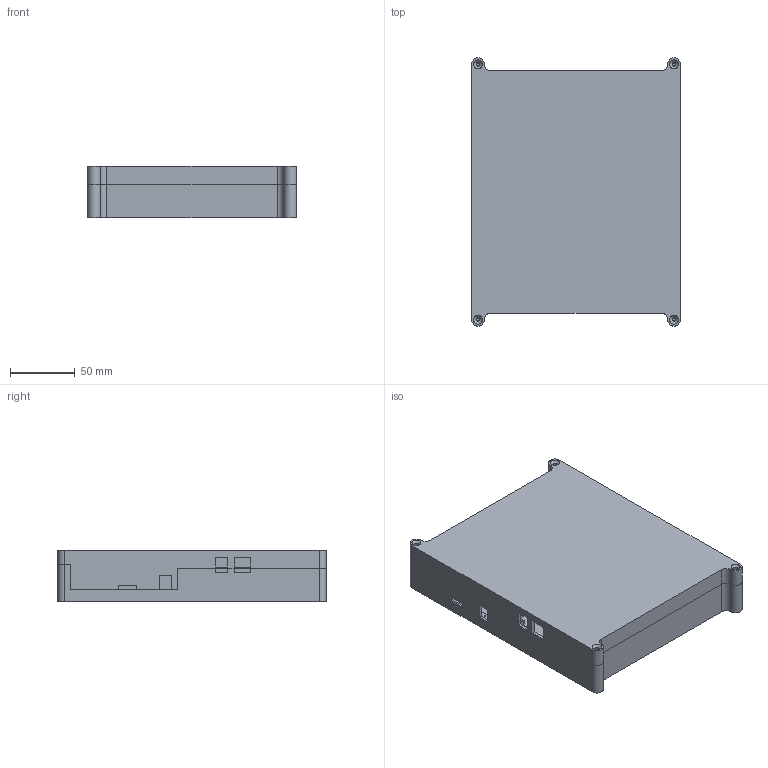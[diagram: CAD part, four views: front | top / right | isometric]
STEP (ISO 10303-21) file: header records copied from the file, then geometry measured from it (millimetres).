
FILE_DESCRIPTION(/* description */ (''),/* implementation_level */ '2;1');
FILE_NAME(/* name */ 'Board Base v30.step',/* time_stamp */ '2019-02-28T11:27:09-08:00',/* author */ ('raymond.w.jahn'),/* organization */ (''),/* preprocessor_version */ 'ST-DEVELOPER v17.2',/* originating_system */ 'Autodesk Translation Framework v7.6.0.251',/* authorisation */ '');
FILE_SCHEMA (('AUTOMOTIVE_DESIGN { 1 0 10303 214 3 1 1 }'));
Length unit declared in the file: millimetre
Products named in the file (2): Board Base; Component3
Assembly tree (1 placements, depth 2):
  Board Base
    Component3
Bounding box: 161.29 x 206.95 x 40 mm (x, y, z)
Volume: 281909.2 mm3; surface area: 184891.3 mm2
Topology: 2 solids, 2 shells, 380 faces, 926 edges, 562 vertices
Faces by surface type: cylinder 178, plane 130, torus 40, sphere 27, cone 4, bspline 1
Full cylindrical faces by diameter (mm): 2.5 x13, 3.4 x4, 7.5 x2, 12.68 x1
Entity records: 11388 total; most frequent: CARTESIAN_POINT 2163, DIRECTION 2055, ORIENTED_EDGE 1848, EDGE_CURVE 924, AXIS2_PLACEMENT_3D 769, VERTEX_POINT 562, LINE 517, VECTOR 517
